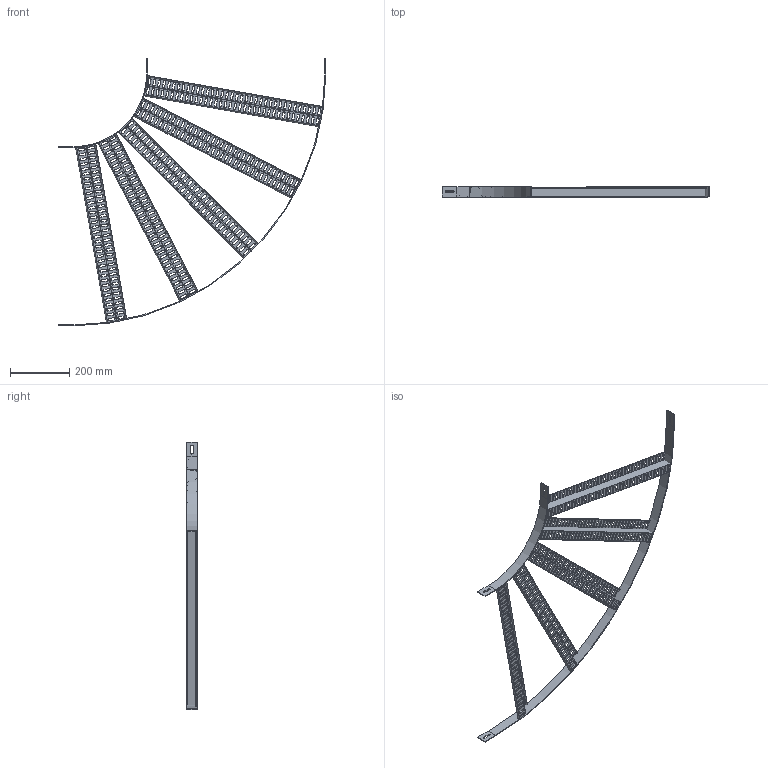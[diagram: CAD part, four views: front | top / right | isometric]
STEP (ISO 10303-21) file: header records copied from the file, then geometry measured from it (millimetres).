
FILE_DESCRIPTION (( 'STEP AP214' ), '1' );
FILE_NAME ('7099232.stp', '2019-06-06T12:33:19', ( '' ), ( '' ), 'SwSTEP 2.0', 'SolidWorks 2018', '' );
FILE_SCHEMA (( 'AUTOMOTIVE_DESIGN' ));
Length unit declared in the file: millimetre
Products named in the file (4): 014682_R853 Holm; 014682_R250 Innenholm; 014683_Z-Sprosse-600; 7099232
Assembly tree (7 placements, depth 2):
  7099232
    014682_R853 Holm
    014682_R250 Innenholm
    014683_Z-Sprosse-600  x5
Bounding box: 906 x 35 x 906 mm (x, y, z)
Volume: 446457.3 mm3; surface area: 662595.1 mm2
Topology: 7 solids, 7 shells, 3088 faces, 7786 edges, 4712 vertices
Faces by surface type: plane 1532, cylinder 756, cone 720, bspline 80
Entity records: 20334 total; most frequent: CARTESIAN_POINT 4054, DIRECTION 3368, ORIENTED_EDGE 3300, EDGE_CURVE 1650, LINE 1124, VECTOR 1124, AXIS2_PLACEMENT_3D 1122, VERTEX_POINT 1000
